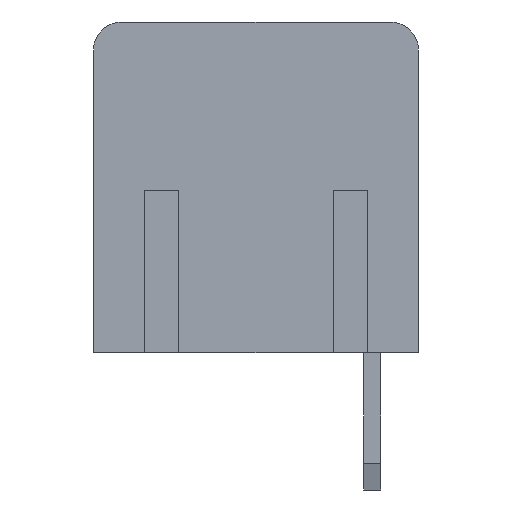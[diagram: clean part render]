
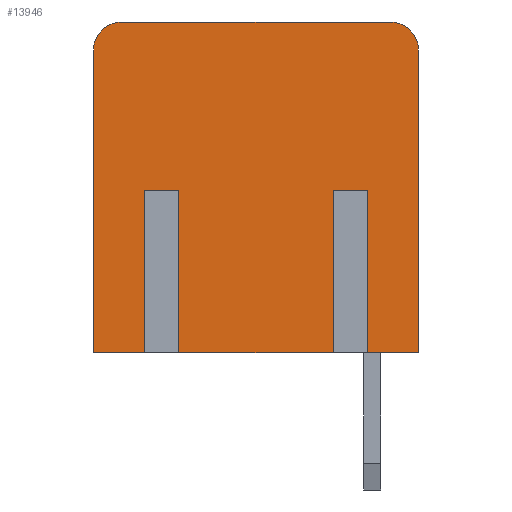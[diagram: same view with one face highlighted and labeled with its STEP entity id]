
A CAD part, left-side view. The second image highlights one B-rep face of the part: STEP entity #13946.
In plain terms, the highlighted planar face has unit normal (-1, 0, 0).
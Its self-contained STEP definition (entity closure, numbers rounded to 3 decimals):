
#743=PLANE('',#14664);
#1369=LINE('',#18421,#2377);
#1377=LINE('',#18437,#2385);
#1385=LINE('',#18453,#2393);
#1532=LINE('',#18757,#2540);
#1533=LINE('',#18759,#2541);
#1538=LINE('',#18770,#2546);
#1554=LINE('',#18803,#2562);
#1555=LINE('',#18805,#2563);
#1556=LINE('',#18807,#2564);
#1557=LINE('',#18810,#2565);
#1558=LINE('',#18812,#2566);
#1559=LINE('',#18814,#2567);
#2377=VECTOR('',#15774,1000.);
#2385=VECTOR('',#15782,1000.);
#2393=VECTOR('',#15790,1000.);
#2540=VECTOR('',#15987,1000.);
#2541=VECTOR('',#15990,1000.);
#2546=VECTOR('',#15997,1000.);
#2562=VECTOR('',#16029,1000.);
#2563=VECTOR('',#16030,1000.);
#2564=VECTOR('',#16031,1000.);
#2565=VECTOR('',#16036,1000.);
#2566=VECTOR('',#16037,1000.);
#2567=VECTOR('',#16038,1000.);
#3852=ORIENTED_EDGE('',*,*,#6904,.F.);
#3853=ORIENTED_EDGE('',*,*,#6905,.T.);
#3854=ORIENTED_EDGE('',*,*,#6906,.T.);
#3855=ORIENTED_EDGE('',*,*,#6719,.F.);
#3856=ORIENTED_EDGE('',*,*,#6882,.F.);
#3857=ORIENTED_EDGE('',*,*,#6907,.T.);
#3858=ORIENTED_EDGE('',*,*,#6888,.T.);
#3859=ORIENTED_EDGE('',*,*,#6908,.T.);
#3860=ORIENTED_EDGE('',*,*,#6883,.T.);
#3861=ORIENTED_EDGE('',*,*,#6735,.F.);
#3862=ORIENTED_EDGE('',*,*,#6909,.F.);
#3863=ORIENTED_EDGE('',*,*,#6910,.T.);
#3864=ORIENTED_EDGE('',*,*,#6911,.T.);
#3865=ORIENTED_EDGE('',*,*,#6727,.F.);
#6719=EDGE_CURVE('',#8297,#8298,#1369,.T.);
#6727=EDGE_CURVE('',#8305,#8306,#1377,.T.);
#6735=EDGE_CURVE('',#8313,#8314,#1385,.T.);
#6882=EDGE_CURVE('',#8445,#8297,#1532,.T.);
#6883=EDGE_CURVE('',#8446,#8314,#1533,.T.);
#6888=EDGE_CURVE('',#8451,#8450,#1538,.T.);
#6904=EDGE_CURVE('',#8460,#8305,#1554,.T.);
#6905=EDGE_CURVE('',#8460,#8461,#1555,.T.);
#6906=EDGE_CURVE('',#8461,#8298,#1556,.T.);
#6907=EDGE_CURVE('',#8445,#8451,#9188,.T.);
#6908=EDGE_CURVE('',#8450,#8446,#9189,.T.);
#6909=EDGE_CURVE('',#8462,#8313,#1557,.T.);
#6910=EDGE_CURVE('',#8462,#8463,#1558,.T.);
#6911=EDGE_CURVE('',#8463,#8306,#1559,.T.);
#8297=VERTEX_POINT('',#18420);
#8298=VERTEX_POINT('',#18422);
#8305=VERTEX_POINT('',#18436);
#8306=VERTEX_POINT('',#18438);
#8313=VERTEX_POINT('',#18452);
#8314=VERTEX_POINT('',#18454);
#8445=VERTEX_POINT('',#18756);
#8446=VERTEX_POINT('',#18760);
#8450=VERTEX_POINT('',#18769);
#8451=VERTEX_POINT('',#18771);
#8460=VERTEX_POINT('',#18804);
#8461=VERTEX_POINT('',#18806);
#8462=VERTEX_POINT('',#18811);
#8463=VERTEX_POINT('',#18813);
#9188=CIRCLE('',#14665,1.041);
#9189=CIRCLE('',#14666,1.041);
#9452=EDGE_LOOP('',(#3852,#3853,#3854,#3855,#3856,#3857,#3858,#3859,#3860,
#3861,#3862,#3863,#3864,#3865));
#10156=FACE_BOUND('',#9452,.T.);
#13946=ADVANCED_FACE('',(#10156),#743,.T.);
#14664=AXIS2_PLACEMENT_3D('',#18802,#16027,#16028);
#14665=AXIS2_PLACEMENT_3D('',#18808,#16032,#16033);
#14666=AXIS2_PLACEMENT_3D('',#18809,#16034,#16035);
#15774=DIRECTION('',(0.,1.,0.));
#15782=DIRECTION('',(0.,1.,0.));
#15790=DIRECTION('',(0.,1.,0.));
#15987=DIRECTION('',(0.,0.,-1.));
#15990=DIRECTION('',(0.,0.,-1.));
#15997=DIRECTION('',(0.,1.,0.));
#16027=DIRECTION('',(-1.,0.,0.));
#16028=DIRECTION('',(0.,0.,1.));
#16029=DIRECTION('',(0.,0.,-1.));
#16030=DIRECTION('',(0.,-1.,0.));
#16031=DIRECTION('',(0.,0.,-1.));
#16032=DIRECTION('',(-1.,0.,0.));
#16033=DIRECTION('',(0.,0.,1.));
#16034=DIRECTION('',(-1.,0.,0.));
#16035=DIRECTION('',(0.,0.,1.));
#16036=DIRECTION('',(0.,0.,-1.));
#16037=DIRECTION('',(0.,-1.,0.));
#16038=DIRECTION('',(0.,0.,-1.));
#18420=CARTESIAN_POINT('',(-26.759,-1.714,0.));
#18421=CARTESIAN_POINT('',(-26.759,-1.714,0.));
#18422=CARTESIAN_POINT('',(-26.759,0.597,0.));
#18436=CARTESIAN_POINT('',(-26.759,0.991,0.));
#18437=CARTESIAN_POINT('',(-26.759,-1.714,0.));
#18438=CARTESIAN_POINT('',(-26.759,7.595,0.));
#18452=CARTESIAN_POINT('',(-26.759,7.988,0.));
#18453=CARTESIAN_POINT('',(-26.759,-1.714,0.));
#18454=CARTESIAN_POINT('',(-26.759,10.3,0.));
#18756=CARTESIAN_POINT('',(-26.759,-1.714,11.176));
#18757=CARTESIAN_POINT('',(-26.759,-1.714,12.217));
#18759=CARTESIAN_POINT('',(-26.759,10.3,12.217));
#18760=CARTESIAN_POINT('',(-26.759,10.3,11.176));
#18769=CARTESIAN_POINT('',(-26.759,9.258,12.217));
#18770=CARTESIAN_POINT('',(-26.759,-1.714,12.217));
#18771=CARTESIAN_POINT('',(-26.759,-0.673,12.217));
#18802=CARTESIAN_POINT('',(-26.759,-1.714,12.217));
#18803=CARTESIAN_POINT('',(-26.759,0.991,5.994));
#18804=CARTESIAN_POINT('',(-26.759,0.991,5.994));
#18805=CARTESIAN_POINT('',(-26.759,0.991,5.994));
#18806=CARTESIAN_POINT('',(-26.759,0.597,5.994));
#18807=CARTESIAN_POINT('',(-26.759,0.597,5.994));
#18808=CARTESIAN_POINT('',(-26.759,-0.673,11.176));
#18809=CARTESIAN_POINT('',(-26.759,9.258,11.176));
#18810=CARTESIAN_POINT('',(-26.759,7.988,5.994));
#18811=CARTESIAN_POINT('',(-26.759,7.988,5.994));
#18812=CARTESIAN_POINT('',(-26.759,7.988,5.994));
#18813=CARTESIAN_POINT('',(-26.759,7.595,5.994));
#18814=CARTESIAN_POINT('',(-26.759,7.595,5.994));
